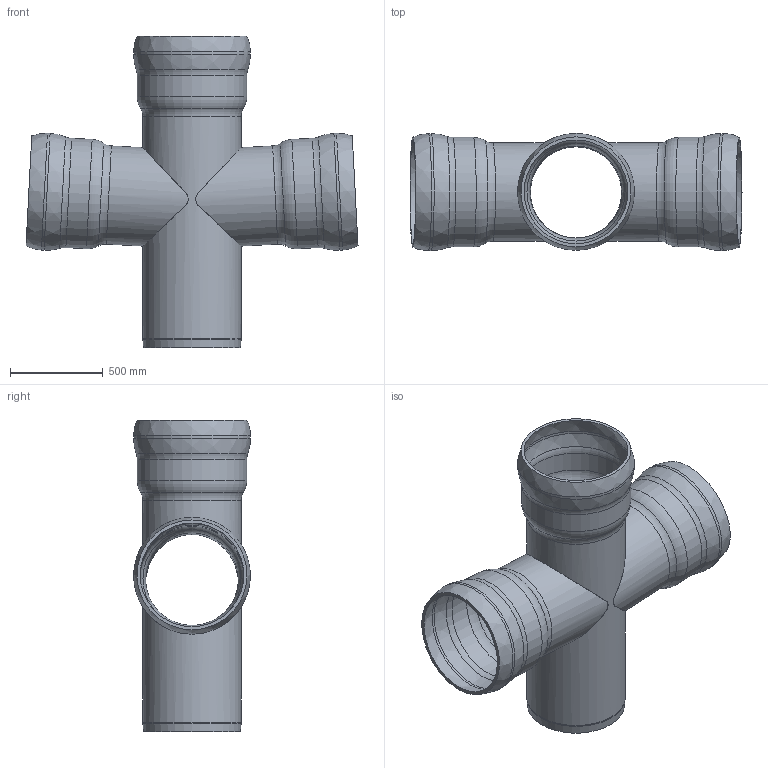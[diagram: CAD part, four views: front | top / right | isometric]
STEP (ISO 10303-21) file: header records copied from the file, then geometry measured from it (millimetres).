
FILE_DESCRIPTION(/* description */ (''),/* implementation_level */ '2;1');
FILE_NAME(/* name */ '00260.BBBX_3D.stp',/* time_stamp */ '2025-10-28T13:21:51+01:00',/* author */ ('CAD'),/* organization */ (''),/* preprocessor_version */ 'ST-DEVELOPER v20',/* originating_system */ 'AutoCAD Mechanical',/* authorisation */ '');
FILE_SCHEMA (('AUTOMOTIVE_DESIGN { 1 0 10303 214 3 1 1 }'));
Length unit declared in the file: centimetre
Products named in the file (2): Product; *S0
Assembly tree (1 placements, depth 2):
  Product
    *S0
Bounding box: 1788.58 x 630 x 1680 mm (x, y, z)
Volume: 72424594 mm3; surface area: 9905320.7 mm2
Topology: 3 solids, 3 shells, 72 faces, 199 edges, 130 vertices
Faces by surface type: cylinder 26, torus 20, plane 12, bspline 12, cone 2
Full cylindrical faces by diameter (mm): 500 x3, 530 x3, 560 x3, 590 x3, 600 x3, 630 x3
Entity records: 2994 total; most frequent: CARTESIAN_POINT 1028, DIRECTION 453, ORIENTED_EDGE 396, AXIS2_PLACEMENT_3D 207, EDGE_CURVE 198, VERTEX_POINT 128, CIRCLE 120, EDGE_LOOP 78
